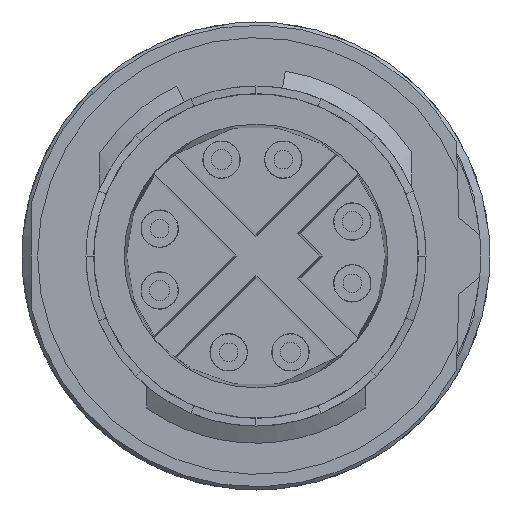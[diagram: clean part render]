
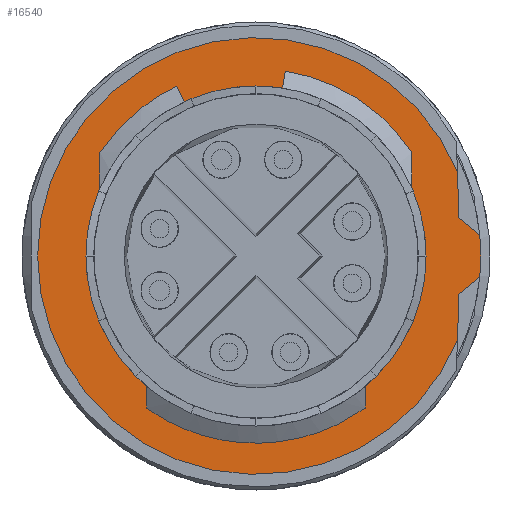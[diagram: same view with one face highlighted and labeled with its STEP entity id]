
A CAD part, left-side view. The second image highlights one B-rep face of the part: STEP entity #16540.
In plain terms, the highlighted face is planar.
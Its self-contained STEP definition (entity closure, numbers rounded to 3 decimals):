
#13400=CARTESIAN_POINT('',(7.2,0.,
22.175));
#13410=VERTEX_POINT('',#13400);
#13440=CARTESIAN_POINT('',(0.,0.,
22.175));
#13450=DIRECTION('',(0.,0.,-1.));
#13460=DIRECTION('',(1.,0.,0.));
#13470=AXIS2_PLACEMENT_3D('',#13440,#13450,#13460);
#13480=CIRCLE('',#13470,7.2);
#13490=CARTESIAN_POINT('',(7.168,0.675,
22.175));
#13500=VERTEX_POINT('',#13490);
#13510=EDGE_CURVE('',#13500,#13410,#13480,.T.);
#14400=CARTESIAN_POINT('',(-6.975,12.128,
22.175));
#14410=DIRECTION('',(0.777,-0.629,
0.));
#14420=VECTOR('',#14410,1.);
#14430=LINE('',#14400,#14420);
#14440=CARTESIAN_POINT('',(6.507,1.21,
22.175));
#14450=VERTEX_POINT('',#14440);
#14460=EDGE_CURVE('',#14450,#13500,#14430,.T.);
#14730=CARTESIAN_POINT('',(6.55,0.,
22.175));
#14740=DIRECTION('',(0.035,-0.999,
0.));
#14750=VECTOR('',#14740,1.);
#14760=LINE('',#14730,#14750);
#14770=CARTESIAN_POINT('',(6.455,2.708,
22.175));
#14780=VERTEX_POINT('',#14770);
#14790=EDGE_CURVE('',#14780,#14450,#14760,.T.);
#15840=CARTESIAN_POINT('',(0.,0.,
22.175));
#15850=DIRECTION('',(0.,0.,1.));
#15860=DIRECTION('',(0.,1.,0.));
#15870=AXIS2_PLACEMENT_3D('',#15840,#15850,#15860);
#15880=CIRCLE('',#15870,7.);
#15890=CARTESIAN_POINT('',(6.455,-2.708,
22.175));
#15900=VERTEX_POINT('',#15890);
#15910=EDGE_CURVE('',#14780,#15900,#15880,.T.);
#16100=CARTESIAN_POINT('',(-6.225,0.,
22.175));
#16110=DIRECTION('',(0.,0.,1.));
#16120=DIRECTION('',(0.,1.,0.));
#16130=AXIS2_PLACEMENT_3D('',#16100,#16110,#16120);
#16140=PLANE('',#16130);
#16150=CARTESIAN_POINT('',(0.,0.,
22.175));
#16160=DIRECTION('',(0.,0.,-1.));
#16170=DIRECTION('',(0.966,-0.259,
0.));
#16180=AXIS2_PLACEMENT_3D('',#16150,#16160,#16170);
#16190=CIRCLE('',#16180,5.45);
#16200=CARTESIAN_POINT('',(5.264,-1.411,
22.175));
#16210=VERTEX_POINT('',#16200);
#16220=CARTESIAN_POINT('',(-5.264,1.411,
22.175));
#16230=VERTEX_POINT('',#16220);
#16240=EDGE_CURVE('',#16210,#16230,#16190,.T.);
#16250=ORIENTED_EDGE('',*,*,#16240,.T.);
#16260=EDGE_CURVE('',#16230,#16210,#16190,.T.);
#16270=ORIENTED_EDGE('',*,*,#16260,.T.);
#16280=EDGE_LOOP('',(#16270,#16250));
#16290=FACE_BOUND('',#16280,.T.);
#16300=CARTESIAN_POINT('',(-6.975,-12.128,
22.175));
#16310=DIRECTION('',(-0.777,-0.629,
0.));
#16320=VECTOR('',#16310,1.);
#16330=LINE('',#16300,#16320);
#16340=CARTESIAN_POINT('',(7.168,-0.675,
22.175));
#16350=VERTEX_POINT('',#16340);
#16360=CARTESIAN_POINT('',(6.507,-1.21,
22.175));
#16370=VERTEX_POINT('',#16360);
#16380=EDGE_CURVE('',#16350,#16370,#16330,.T.);
#16390=ORIENTED_EDGE('',*,*,#16380,.F.);
#16400=CARTESIAN_POINT('',(6.55,0.,
22.175));
#16410=DIRECTION('',(-0.035,-0.999,
0.));
#16420=VECTOR('',#16410,1.);
#16430=LINE('',#16400,#16420);
#16440=EDGE_CURVE('',#16370,#15900,#16430,.T.);
#16450=ORIENTED_EDGE('',*,*,#16440,.F.);
#16460=ORIENTED_EDGE('',*,*,#15910,.T.);
#16470=ORIENTED_EDGE('',*,*,#14790,.F.);
#16480=ORIENTED_EDGE('',*,*,#14460,.F.);
#16490=ORIENTED_EDGE('',*,*,#13510,.F.);
#16500=EDGE_CURVE('',#13410,#16350,#13480,.T.);
#16510=ORIENTED_EDGE('',*,*,#16500,.F.);
#16520=EDGE_LOOP('',(#16510,#16490,#16480,#16470,#16460,#16450,#16390));
#16530=FACE_OUTER_BOUND('',#16520,.T.);
#16540=ADVANCED_FACE('',(#16290,#16530),#16140,.T.);
